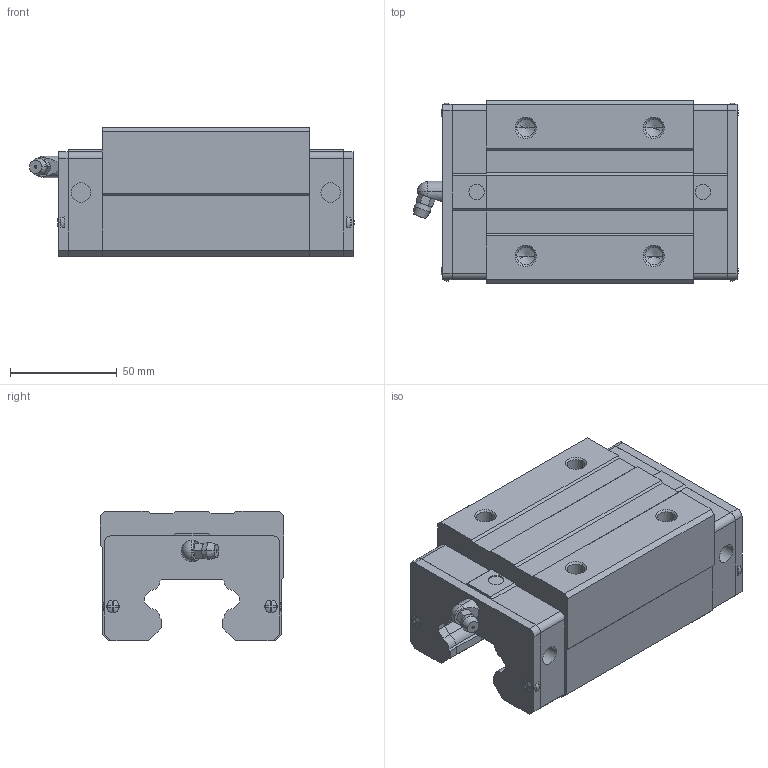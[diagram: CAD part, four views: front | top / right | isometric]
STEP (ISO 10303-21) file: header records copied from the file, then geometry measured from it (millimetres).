
FILE_DESCRIPTION(('starvars output'),'2;1');
FILE_NAME('cv20170621210823000127234.stp','21:08:23 2017/06/21',( 'Thomas Industrial Network Germany GmbH'),( 'Thomas Industrial Network Germany GmbH'),'unknown preprocess','ACIS' ,'unknown authorization');
FILE_SCHEMA(('CONFIG_CONTROL_DESIGN {UNKNOWN IMPLEMENTATION LEVEL}'));
Length unit declared in the file: millimetre
Products named in the file (1): PRODUCT_ID_1
Bounding box: 152.28 x 86 x 60.5 mm (x, y, z)
Volume: 514448.2 mm3; surface area: 83210.3 mm2
Topology: 1 solids, 1 shells, 343 faces, 911 edges, 587 vertices
Faces by surface type: plane 219, cylinder 68, cone 40, sphere 16
Entity records: 9661 total; most frequent: ORIENTED_EDGE 1798, CARTESIAN_POINT 1700, DIRECTION 1443, EDGE_CURVE 899, VECTOR 591, LINE 591, VERTEX_POINT 587, AXIS2_PLACEMENT_3D 426
